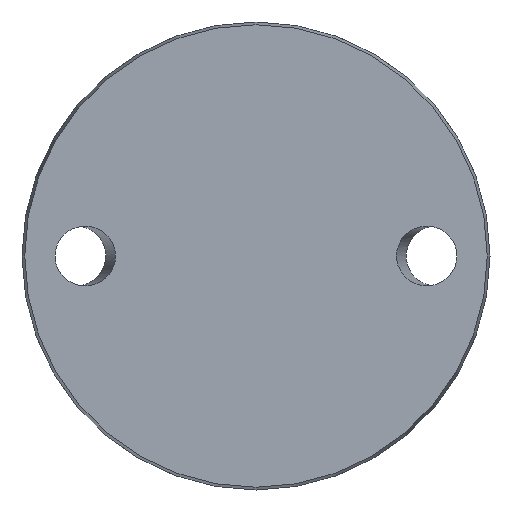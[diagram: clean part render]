
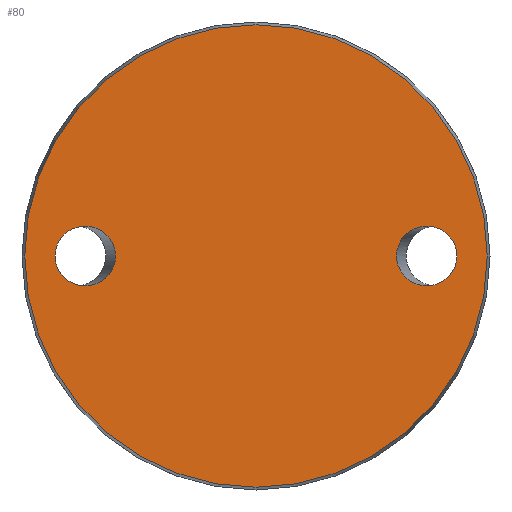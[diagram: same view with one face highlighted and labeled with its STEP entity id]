
A CAD part, front view. The second image highlights one B-rep face of the part: STEP entity #80.
In plain terms, the highlighted planar face has unit normal (0, -1, 0).
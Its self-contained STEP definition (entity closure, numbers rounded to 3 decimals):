
#57 = VERTEX_POINT ( 'NONE', #304 ) ;
#80 = ADVANCED_FACE ( 'NONE', ( #249, #934, #430 ), #556, .F. ) ;
#85 = EDGE_LOOP ( 'NONE', ( #781 ) ) ;
#103 = CARTESIAN_POINT ( 'NONE',  ( -42.087, 0., 0. ) ) ;
#104 =( BOUNDED_CURVE ( )  B_SPLINE_CURVE ( 3, ( #403, #420, #629, #246, #185, #331, #479 ),
 .UNSPECIFIED., .T., .T. ) 
 B_SPLINE_CURVE_WITH_KNOTS ( ( 4, 3, 4 ),
 ( 0., 3.142, 6.283 ),
 .UNSPECIFIED. ) 
 CURVE ( )  GEOMETRIC_REPRESENTATION_ITEM ( )  RATIONAL_B_SPLINE_CURVE ( ( 1., 0.333, 0.333, 1., 0.333, 0.333, 1. ) ) 
 REPRESENTATION_ITEM ( '' )  );
#136 = VERTEX_POINT ( 'NONE', #901 ) ;
#148 = EDGE_LOOP ( 'NONE', ( #743 ) ) ;
#158 = DIRECTION ( 'NONE',  ( 0., 0., -1. ) ) ;
#174 = DIRECTION ( 'NONE',  ( 0., 1., 0. ) ) ;
#185 = CARTESIAN_POINT ( 'NONE',  ( 42.087, 0., 12.5 ) ) ;
#186 = CARTESIAN_POINT ( 'NONE',  ( -29.413, 0., 0. ) ) ;
#237 = AXIS2_PLACEMENT_3D ( 'NONE', #859, #174, #483 ) ;
#246 = CARTESIAN_POINT ( 'NONE',  ( 42.087, 0., 0. ) ) ;
#249 = FACE_BOUND ( 'NONE', #85, .T. ) ;
#258 = CARTESIAN_POINT ( 'NONE',  ( -29.413, 0., 12.5 ) ) ;
#304 = CARTESIAN_POINT ( 'NONE',  ( 29.413, 0., 0. ) ) ;
#331 = CARTESIAN_POINT ( 'NONE',  ( 29.413, 0., 12.5 ) ) ;
#372 = VERTEX_POINT ( 'NONE', #697 ) ;
#385 = EDGE_CURVE ( 'NONE', #136, #136, #399, .T. ) ;
#395 = EDGE_LOOP ( 'NONE', ( #621 ) ) ;
#399 = CIRCLE ( 'NONE', #816, 48.425 ) ;
#403 = CARTESIAN_POINT ( 'NONE',  ( 29.413, 0., 0. ) ) ;
#420 = CARTESIAN_POINT ( 'NONE',  ( 29.413, 0., -12.5 ) ) ;
#430 = FACE_OUTER_BOUND ( 'NONE', #148, .T. ) ;
#479 = CARTESIAN_POINT ( 'NONE',  ( 29.413, 0., 0. ) ) ;
#483 = DIRECTION ( 'NONE',  ( 0., 0., 1. ) ) ;
#535 = DIRECTION ( 'NONE',  ( 0., -1., 0. ) ) ;
#541 = EDGE_CURVE ( 'NONE', #372, #372, #988, .T. ) ;
#556 = PLANE ( 'NONE',  #237 ) ;
#566 = CARTESIAN_POINT ( 'NONE',  ( -29.413, 0., -12.5 ) ) ;
#621 = ORIENTED_EDGE ( 'NONE', *, *, #852, .F. ) ;
#629 = CARTESIAN_POINT ( 'NONE',  ( 42.087, 0., -12.5 ) ) ;
#643 = CARTESIAN_POINT ( 'NONE',  ( -42.087, 0., 0. ) ) ;
#697 = CARTESIAN_POINT ( 'NONE',  ( -42.087, 0., 0. ) ) ;
#743 = ORIENTED_EDGE ( 'NONE', *, *, #385, .T. ) ;
#770 = CARTESIAN_POINT ( 'NONE',  ( 0., 0., 0. ) ) ;
#781 = ORIENTED_EDGE ( 'NONE', *, *, #541, .T. ) ;
#816 = AXIS2_PLACEMENT_3D ( 'NONE', #770, #535, #158 ) ;
#852 = EDGE_CURVE ( 'NONE', #57, #57, #104, .T. ) ;
#859 = CARTESIAN_POINT ( 'NONE',  ( -48.425, 0., 0. ) ) ;
#868 = CARTESIAN_POINT ( 'NONE',  ( -42.087, 0., -12.5 ) ) ;
#901 = CARTESIAN_POINT ( 'NONE',  ( 0., 0., -48.425 ) ) ;
#934 = FACE_BOUND ( 'NONE', #395, .T. ) ;
#939 = CARTESIAN_POINT ( 'NONE',  ( -42.087, 0., 12.5 ) ) ;
#988 =( BOUNDED_CURVE ( )  B_SPLINE_CURVE ( 3, ( #643, #939, #258, #186, #566, #868, #103 ),
 .UNSPECIFIED., .T., .T. ) 
 B_SPLINE_CURVE_WITH_KNOTS ( ( 4, 3, 4 ),
 ( 0., 3.142, 6.283 ),
 .UNSPECIFIED. ) 
 CURVE ( )  GEOMETRIC_REPRESENTATION_ITEM ( )  RATIONAL_B_SPLINE_CURVE ( ( 1., 0.333, 0.333, 1., 0.333, 0.333, 1. ) ) 
 REPRESENTATION_ITEM ( '' )  );
